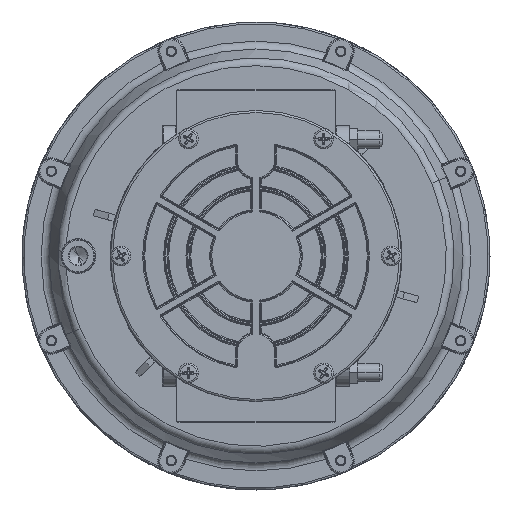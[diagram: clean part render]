
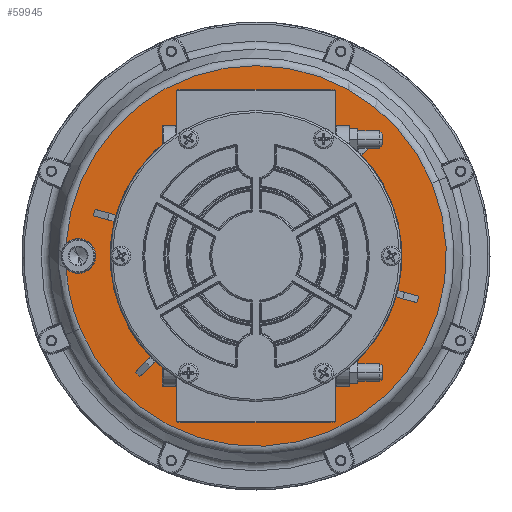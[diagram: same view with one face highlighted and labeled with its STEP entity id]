
A CAD part, front view. The second image highlights one B-rep face of the part: STEP entity #59945.
In plain terms, the highlighted face is planar.
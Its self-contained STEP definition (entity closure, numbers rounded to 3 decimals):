
#52102=CARTESIAN_POINT('',(-40.547,-82.038,0.));
#52124=CARTESIAN_POINT('',(-29.338,-86.681,0.));
#52136=CARTESIAN_POINT('',(-32.719,-78.992,0.));
#52137=DIRECTION('',(0.,0.,-1.));
#52138=DIRECTION('',(-0.932,-0.363,0.));
#52139=AXIS2_PLACEMENT_3D('',#52136,#52137,#52138);
#52277=CARTESIAN_POINT('',(0.,0.,0.));
#52278=DIRECTION('',(0.,0.,-1.));
#52279=DIRECTION('',(-0.593,-0.805,0.));
#52280=AXIS2_PLACEMENT_3D('',#52277,#52278,#52279);
#52282=DIRECTION('',(0.609,0.793,0.));
#52283=VECTOR('',#52282,10.302);
#52284=CARTESIAN_POINT('',(-47.726,-64.826,0.));
#52285=LINE('',#52284,#52283);
#52286=DIRECTION('',(-0.383,0.924,0.));
#52287=VECTOR('',#52286,10.302);
#52288=CARTESIAN_POINT('',(29.322,-74.97,0.));
#52289=LINE('',#52288,#52287);
#52290=CARTESIAN_POINT('',(0.,0.,0.));
#52291=DIRECTION('',(0.,0.,-1.));
#52292=DIRECTION('',(0.401,-0.916,0.));
#52293=AXIS2_PLACEMENT_3D('',#52290,#52291,#52292);
#52295=DIRECTION('',(-0.383,0.924,0.));
#52296=VECTOR('',#52295,10.302);
#52297=CARTESIAN_POINT('',(32.278,-73.745,0.));
#52298=LINE('',#52297,#52296);
#52299=DIRECTION('',(-0.609,-0.793,0.));
#52300=VECTOR('',#52299,10.302);
#52301=CARTESIAN_POINT('',(50.265,62.878,0.));
#52302=LINE('',#52301,#52300);
#52303=CARTESIAN_POINT('',(0.,0.,0.));
#52304=DIRECTION('',(0.,0.,-1.));
#52305=DIRECTION('',(0.593,0.805,0.));
#52306=AXIS2_PLACEMENT_3D('',#52303,#52304,#52305);
#52308=DIRECTION('',(-0.609,-0.793,0.));
#52309=VECTOR('',#52308,10.302);
#52310=CARTESIAN_POINT('',(47.726,64.826,0.));
#52311=LINE('',#52310,#52309);
#52312=DIRECTION('',(0.383,-0.924,0.));
#52313=VECTOR('',#52312,10.302);
#52314=CARTESIAN_POINT('',(-29.322,74.97,0.));
#52315=LINE('',#52314,#52313);
#52316=CARTESIAN_POINT('',(0.,0.,0.));
#52317=DIRECTION('',(0.,0.,-1.));
#52318=DIRECTION('',(-0.401,0.916,0.));
#52319=AXIS2_PLACEMENT_3D('',#52316,#52317,#52318);
#52321=DIRECTION('',(0.383,-0.924,0.));
#52322=VECTOR('',#52321,10.302);
#52323=CARTESIAN_POINT('',(-32.278,73.745,0.));
#52324=LINE('',#52323,#52322);
#52325=DIRECTION('',(0.609,0.793,0.));
#52326=VECTOR('',#52325,10.302);
#52327=CARTESIAN_POINT('',(-50.265,-62.878,0.));
#52328=LINE('',#52327,#52326);
#52329=CARTESIAN_POINT('',(0.,0.,0.));
#52330=DIRECTION('',(0.,0.,1.));
#52331=DIRECTION('',(0.,1.,0.));
#52332=AXIS2_PLACEMENT_3D('',#52329,#52330,#52331);
#52334=CARTESIAN_POINT('',(0.,0.,0.));
#52335=DIRECTION('',(0.,0.,1.));
#52336=DIRECTION('',(0.,-1.,0.));
#52337=AXIS2_PLACEMENT_3D('',#52334,#52335,#52336);
#52339=CARTESIAN_POINT('',(0.,0.,0.));
#52340=DIRECTION('',(0.,0.,1.));
#52341=DIRECTION('',(-0.321,-0.947,0.));
#52342=AXIS2_PLACEMENT_3D('',#52339,#52340,#52341);
#52365=CARTESIAN_POINT('',(0.,0.,0.));
#52366=DIRECTION('',(0.,0.,1.));
#52367=DIRECTION('',(-0.591,-0.807,0.));
#52368=AXIS2_PLACEMENT_3D('',#52365,#52366,#52367);
#52370=CARTESIAN_POINT('',(0.,0.,0.));
#52371=DIRECTION('',(0.,0.,1.));
#52372=DIRECTION('',(-0.404,0.915,0.));
#52373=AXIS2_PLACEMENT_3D('',#52370,#52371,#52372);
#52375=CARTESIAN_POINT('',(0.,0.,0.));
#52376=DIRECTION('',(0.,0.,1.));
#52377=DIRECTION('',(0.,1.,0.));
#52378=AXIS2_PLACEMENT_3D('',#52375,#52376,#52377);
#52443=CARTESIAN_POINT('',(0.,0.,0.));
#52444=DIRECTION('',(0.,0.,-1.));
#52445=DIRECTION('',(0.,1.,0.));
#52446=AXIS2_PLACEMENT_3D('',#52443,#52444,#52445);
#52448=CARTESIAN_POINT('',(0.,0.,0.));
#52449=DIRECTION('',(0.,0.,-1.));
#52450=DIRECTION('',(0.627,0.779,0.));
#52451=AXIS2_PLACEMENT_3D('',#52448,#52449,#52450);
#52453=CARTESIAN_POINT('',(0.,0.,0.));
#52454=DIRECTION('',(0.,0.,-1.));
#52455=DIRECTION('',(0.362,-0.932,0.));
#52456=AXIS2_PLACEMENT_3D('',#52453,#52454,#52455);
#54423=CARTESIAN_POINT('',(0.,70.2,0.));
#54425=VERTEX_POINT('',#54423);
#54451=CARTESIAN_POINT('',(0.,-70.2,0.));
#54453=VERTEX_POINT('',#54451);
#54479=CARTESIAN_POINT('',(0.,-91.512,0.));
#54480=CARTESIAN_POINT('',(0.,91.512,0.));
#54481=VERTEX_POINT('',#54479);
#54482=VERTEX_POINT('',#54480);
#54761=CARTESIAN_POINT('',(32.278,-73.745,0.));
#54762=CARTESIAN_POINT('',(29.322,-74.97,0.));
#54763=VERTEX_POINT('',#54761);
#54764=VERTEX_POINT('',#54762);
#54765=CARTESIAN_POINT('',(25.379,-65.452,0.));
#54766=VERTEX_POINT('',#54765);
#54767=CARTESIAN_POINT('',(28.336,-64.227,0.));
#54768=VERTEX_POINT('',#54767);
#54777=CARTESIAN_POINT('',(47.726,64.826,0.));
#54778=CARTESIAN_POINT('',(50.265,62.878,0.));
#54779=VERTEX_POINT('',#54777);
#54780=VERTEX_POINT('',#54778);
#54781=CARTESIAN_POINT('',(43.993,54.705,0.));
#54782=VERTEX_POINT('',#54781);
#54783=CARTESIAN_POINT('',(41.455,56.653,0.));
#54784=VERTEX_POINT('',#54783);
#54793=CARTESIAN_POINT('',(-32.278,73.745,0.));
#54794=CARTESIAN_POINT('',(-29.322,74.97,0.));
#54795=VERTEX_POINT('',#54793);
#54796=VERTEX_POINT('',#54794);
#54797=CARTESIAN_POINT('',(-25.379,65.452,0.));
#54798=VERTEX_POINT('',#54797);
#54799=CARTESIAN_POINT('',(-28.336,64.227,0.));
#54800=VERTEX_POINT('',#54799);
#54809=CARTESIAN_POINT('',(-47.726,-64.826,0.));
#54810=CARTESIAN_POINT('',(-50.265,-62.878,0.));
#54811=VERTEX_POINT('',#54809);
#54812=VERTEX_POINT('',#54810);
#54813=CARTESIAN_POINT('',(-43.993,-54.705,0.));
#54814=VERTEX_POINT('',#54813);
#54815=CARTESIAN_POINT('',(-41.455,-56.653,0.));
#54816=VERTEX_POINT('',#54815);
#55240=VERTEX_POINT('',#52102);
#55243=VERTEX_POINT('',#52124);
#59895=CARTESIAN_POINT('',(0.,0.,0.));
#59896=DIRECTION('',(0.,0.,1.));
#59897=DIRECTION('',(0.,1.,0.));
#59898=AXIS2_PLACEMENT_3D('',#59895,#59896,#59897);
#59899=PLANE('',#59898);
#59900=ORIENTED_EDGE('',*,*,#59662,.F.);
#59901=ORIENTED_EDGE('',*,*,#59517,.F.);
#59903=ORIENTED_EDGE('',*,*,#59902,.F.);
#59904=ORIENTED_EDGE('',*,*,#59510,.F.);
#59905=EDGE_LOOP('',(#59900,#59901,#59903,#59904));
#59906=FACE_OUTER_BOUND('',#59905,.F.);
#59908=ORIENTED_EDGE('',*,*,#59907,.F.);
#59910=ORIENTED_EDGE('',*,*,#59909,.T.);
#59912=ORIENTED_EDGE('',*,*,#59911,.T.);
#59914=ORIENTED_EDGE('',*,*,#59913,.F.);
#59916=ORIENTED_EDGE('',*,*,#59915,.F.);
#59918=ORIENTED_EDGE('',*,*,#59917,.F.);
#59920=ORIENTED_EDGE('',*,*,#59919,.T.);
#59922=ORIENTED_EDGE('',*,*,#59921,.F.);
#59924=ORIENTED_EDGE('',*,*,#59923,.F.);
#59926=ORIENTED_EDGE('',*,*,#59925,.F.);
#59928=ORIENTED_EDGE('',*,*,#59927,.T.);
#59930=ORIENTED_EDGE('',*,*,#59929,.F.);
#59932=ORIENTED_EDGE('',*,*,#59931,.T.);
#59934=ORIENTED_EDGE('',*,*,#59933,.F.);
#59936=ORIENTED_EDGE('',*,*,#59935,.F.);
#59938=ORIENTED_EDGE('',*,*,#59937,.T.);
#59940=ORIENTED_EDGE('',*,*,#59939,.T.);
#59942=ORIENTED_EDGE('',*,*,#59941,.F.);
#59943=EDGE_LOOP('',(#59908,#59910,#59912,#59914,#59916,#59918,#59920,#59922,
#59924,#59926,#59928,#59930,#59932,#59934,#59936,#59938,#59940,#59942));
#59944=FACE_BOUND('',#59943,.F.);
#59945=ADVANCED_FACE('',(#59906,#59944),#59899,.T.);
#52140=CIRCLE('',#52139,8.4);
#52281=CIRCLE('',#52280,80.5);
#52294=CIRCLE('',#52293,80.5);
#52307=CIRCLE('',#52306,80.5);
#52320=CIRCLE('',#52319,80.5);
#52333=CIRCLE('',#52332,91.512);
#52338=CIRCLE('',#52337,91.512);
#52343=CIRCLE('',#52342,91.512);
#52369=CIRCLE('',#52368,70.2);
#52374=CIRCLE('',#52373,70.2);
#52379=CIRCLE('',#52378,70.2);
#52447=CIRCLE('',#52446,70.2);
#52452=CIRCLE('',#52451,70.2);
#52457=CIRCLE('',#52456,70.2);
#59510=EDGE_CURVE('',#55243,#54481,#52343,.T.);
#59517=EDGE_CURVE('',#54482,#55240,#52333,.T.);
#59662=EDGE_CURVE('',#55240,#55243,#52140,.T.);
#59902=EDGE_CURVE('',#54481,#54482,#52338,.T.);
#59907=EDGE_CURVE('',#54811,#54812,#52281,.T.);
#59909=EDGE_CURVE('',#54811,#54816,#52285,.T.);
#59911=EDGE_CURVE('',#54816,#54453,#52369,.T.);
#59913=EDGE_CURVE('',#54766,#54453,#52457,.T.);
#59915=EDGE_CURVE('',#54764,#54766,#52289,.T.);
#59917=EDGE_CURVE('',#54763,#54764,#52294,.T.);
#59919=EDGE_CURVE('',#54763,#54768,#52298,.T.);
#59921=EDGE_CURVE('',#54782,#54768,#52452,.T.);
#59923=EDGE_CURVE('',#54780,#54782,#52302,.T.);
#59925=EDGE_CURVE('',#54779,#54780,#52307,.T.);
#59927=EDGE_CURVE('',#54779,#54784,#52311,.T.);
#59929=EDGE_CURVE('',#54425,#54784,#52447,.T.);
#59931=EDGE_CURVE('',#54425,#54798,#52379,.T.);
#59933=EDGE_CURVE('',#54796,#54798,#52315,.T.);
#59935=EDGE_CURVE('',#54795,#54796,#52320,.T.);
#59937=EDGE_CURVE('',#54795,#54800,#52324,.T.);
#59939=EDGE_CURVE('',#54800,#54814,#52374,.T.);
#59941=EDGE_CURVE('',#54812,#54814,#52328,.T.);
